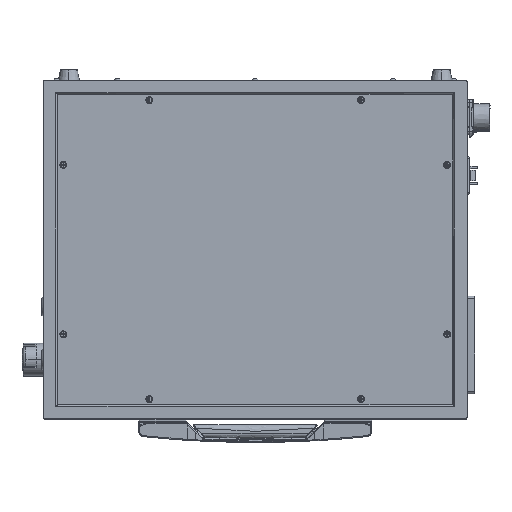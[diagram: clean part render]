
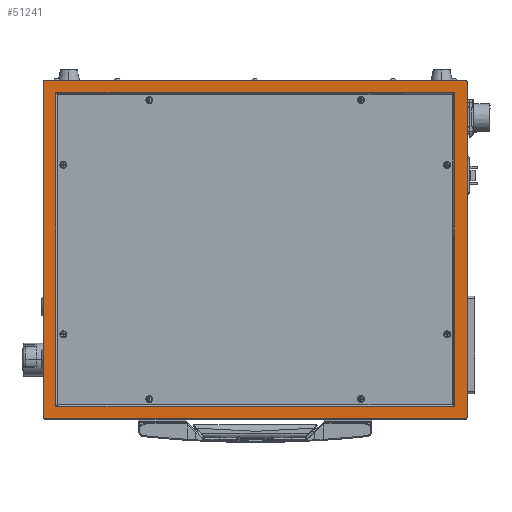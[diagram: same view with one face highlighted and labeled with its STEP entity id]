
A CAD part, top view. The second image highlights one B-rep face of the part: STEP entity #51241.
In plain terms, the highlighted planar face has unit normal (0, 0, 1).
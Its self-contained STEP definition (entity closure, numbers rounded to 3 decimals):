
#43 = CARTESIAN_POINT ( 'NONE',  ( -200., -9.5, 80. ) ) ;
#1792 = LINE ( 'NONE', #244842, #98455 ) ;
#3245 = CARTESIAN_POINT ( 'NONE',  ( -188.21, -307.71, 80. ) ) ;
#4282 = DIRECTION ( 'NONE',  ( 0., 1., 0. ) ) ;
#9913 = DIRECTION ( 'NONE',  ( 1., 0., 0. ) ) ;
#10392 = EDGE_CURVE ( 'NONE', #55339, #94818, #19597, .T. ) ;
#10782 = CARTESIAN_POINT ( 'NONE',  ( 188.21, -307.71, 80. ) ) ;
#12982 = VECTOR ( 'NONE', #57635, 1000. ) ;
#17253 = CARTESIAN_POINT ( 'NONE',  ( -198., -319.5, 80. ) ) ;
#19597 = CIRCLE ( 'NONE', #194022, 2. ) ;
#20238 = CIRCLE ( 'NONE', #26905, 2. ) ;
#24225 = LINE ( 'NONE', #204043, #230252 ) ;
#26905 = AXIS2_PLACEMENT_3D ( 'NONE', #56824, #136369, #158067 ) ;
#34908 = VECTOR ( 'NONE', #9913, 1000. ) ;
#35141 = VECTOR ( 'NONE', #167549, 1000. ) ;
#36087 = CARTESIAN_POINT ( 'NONE',  ( 198., -319.5, 80. ) ) ;
#39030 = VERTEX_POINT ( 'NONE', #241543 ) ;
#39826 = EDGE_CURVE ( 'NONE', #46629, #104823, #20238, .T. ) ;
#39863 = EDGE_CURVE ( 'NONE', #158807, #241615, #107736, .T. ) ;
#46629 = VERTEX_POINT ( 'NONE', #80662 ) ;
#47824 = VERTEX_POINT ( 'NONE', #69423 ) ;
#49389 = EDGE_LOOP ( 'NONE', ( #183033, #198265, #85464, #113357 ) ) ;
#51241 = ADVANCED_FACE ( 'NONE', ( #76198, #235323 ), #88003, .T. ) ;
#55339 = VERTEX_POINT ( 'NONE', #36087 ) ;
#55630 = VECTOR ( 'NONE', #139385, 1000. ) ;
#56021 = CARTESIAN_POINT ( 'NONE',  ( -198., -317.5, 80. ) ) ;
#56824 = CARTESIAN_POINT ( 'NONE',  ( -198., -1.5, 80. ) ) ;
#57635 = DIRECTION ( 'NONE',  ( -1., 0., 0. ) ) ;
#61194 = CARTESIAN_POINT ( 'NONE',  ( 188.21, -307.71, 80. ) ) ;
#63492 = VERTEX_POINT ( 'NONE', #119348 ) ;
#64540 = ORIENTED_EDGE ( 'NONE', *, *, #39863, .T. ) ;
#65545 = EDGE_CURVE ( 'NONE', #94818, #214260, #24225, .T. ) ;
#66936 = AXIS2_PLACEMENT_3D ( 'NONE', #56021, #174671, #195584 ) ;
#69423 = CARTESIAN_POINT ( 'NONE',  ( -188.21, -11.29, 80. ) ) ;
#76198 = FACE_BOUND ( 'NONE', #49389, .T. ) ;
#78683 = LINE ( 'NONE', #84665, #35141 ) ;
#79220 = LINE ( 'NONE', #258254, #123069 ) ;
#80662 = CARTESIAN_POINT ( 'NONE',  ( -198., 0.5, 80. ) ) ;
#84665 = CARTESIAN_POINT ( 'NONE',  ( 198., -319.5, 80. ) ) ;
#85464 = ORIENTED_EDGE ( 'NONE', *, *, #95937, .F. ) ;
#86867 = EDGE_CURVE ( 'NONE', #47824, #194469, #79220, .T. ) ;
#88003 = PLANE ( 'NONE',  #122007 ) ;
#93443 = EDGE_CURVE ( 'NONE', #39030, #46629, #174272, .T. ) ;
#94818 = VERTEX_POINT ( 'NONE', #139426 ) ;
#95937 = EDGE_CURVE ( 'NONE', #194469, #104922, #209643, .T. ) ;
#98455 = VECTOR ( 'NONE', #105412, 1000. ) ;
#98669 = EDGE_CURVE ( 'NONE', #104823, #158807, #101814, .T. ) ;
#100336 = DIRECTION ( 'NONE',  ( 0., -1., 0. ) ) ;
#101814 = LINE ( 'NONE', #43, #248487 ) ;
#104823 = VERTEX_POINT ( 'NONE', #148096 ) ;
#104852 = EDGE_LOOP ( 'NONE', ( #158919, #228441, #178756, #108023, #251236, #117608, #163671, #64540 ) ) ;
#104922 = VERTEX_POINT ( 'NONE', #61194 ) ;
#105412 = DIRECTION ( 'NONE',  ( 0., 1., 0. ) ) ;
#107736 = CIRCLE ( 'NONE', #66936, 2. ) ;
#108023 = ORIENTED_EDGE ( 'NONE', *, *, #155559, .T. ) ;
#113357 = ORIENTED_EDGE ( 'NONE', *, *, #86867, .F. ) ;
#113499 = CARTESIAN_POINT ( 'NONE',  ( 198., -1.5, 80. ) ) ;
#117608 = ORIENTED_EDGE ( 'NONE', *, *, #39826, .T. ) ;
#119348 = CARTESIAN_POINT ( 'NONE',  ( 188.21, -11.29, 80. ) ) ;
#122007 = AXIS2_PLACEMENT_3D ( 'NONE', #149166, #227608, #209249 ) ;
#123069 = VECTOR ( 'NONE', #100336, 1000. ) ;
#136369 = DIRECTION ( 'NONE',  ( 0., 0., 1. ) ) ;
#139385 = DIRECTION ( 'NONE',  ( -1., 0., 0. ) ) ;
#139426 = CARTESIAN_POINT ( 'NONE',  ( 200., -317.5, 80. ) ) ;
#148096 = CARTESIAN_POINT ( 'NONE',  ( -200., -1.5, 80. ) ) ;
#149166 = CARTESIAN_POINT ( 'NONE',  ( 198., -9.5, 80. ) ) ;
#155559 = EDGE_CURVE ( 'NONE', #214260, #39030, #177629, .T. ) ;
#158020 = CARTESIAN_POINT ( 'NONE',  ( -188.21, -11.29, 80. ) ) ;
#158067 = DIRECTION ( 'NONE',  ( 0., -1., 0. ) ) ;
#158807 = VERTEX_POINT ( 'NONE', #172509 ) ;
#158919 = ORIENTED_EDGE ( 'NONE', *, *, #247263, .T. ) ;
#163671 = ORIENTED_EDGE ( 'NONE', *, *, #98669, .T. ) ;
#167549 = DIRECTION ( 'NONE',  ( 1., 0., 0. ) ) ;
#172509 = CARTESIAN_POINT ( 'NONE',  ( -200., -317.5, 80. ) ) ;
#174272 = LINE ( 'NONE', #258823, #55630 ) ;
#174671 = DIRECTION ( 'NONE',  ( 0., 0., 1. ) ) ;
#177629 = CIRCLE ( 'NONE', #245917, 2. ) ;
#178756 = ORIENTED_EDGE ( 'NONE', *, *, #65545, .T. ) ;
#179285 = DIRECTION ( 'NONE',  ( 0., -1., 0. ) ) ;
#183033 = ORIENTED_EDGE ( 'NONE', *, *, #199338, .F. ) ;
#184763 = LINE ( 'NONE', #158020, #12982 ) ;
#194022 = AXIS2_PLACEMENT_3D ( 'NONE', #258730, #241178, #179285 ) ;
#194469 = VERTEX_POINT ( 'NONE', #3245 ) ;
#195584 = DIRECTION ( 'NONE',  ( 0., -1., 0. ) ) ;
#198265 = ORIENTED_EDGE ( 'NONE', *, *, #223687, .F. ) ;
#199338 = EDGE_CURVE ( 'NONE', #63492, #47824, #184763, .T. ) ;
#204043 = CARTESIAN_POINT ( 'NONE',  ( 200., -9.5, 80. ) ) ;
#204492 = CARTESIAN_POINT ( 'NONE',  ( 200., -1.5, 80. ) ) ;
#209249 = DIRECTION ( 'NONE',  ( 0., -1., 0. ) ) ;
#209643 = LINE ( 'NONE', #10782, #34908 ) ;
#212111 = DIRECTION ( 'NONE',  ( 0., 0., 1. ) ) ;
#214260 = VERTEX_POINT ( 'NONE', #204492 ) ;
#216450 = DIRECTION ( 'NONE',  ( 0., -1., 0. ) ) ;
#223687 = EDGE_CURVE ( 'NONE', #104922, #63492, #1792, .T. ) ;
#227608 = DIRECTION ( 'NONE',  ( 0., 0., 1. ) ) ;
#228441 = ORIENTED_EDGE ( 'NONE', *, *, #10392, .T. ) ;
#230252 = VECTOR ( 'NONE', #4282, 1000. ) ;
#235323 = FACE_OUTER_BOUND ( 'NONE', #104852, .T. ) ;
#235487 = DIRECTION ( 'NONE',  ( 0., -1., 0. ) ) ;
#241178 = DIRECTION ( 'NONE',  ( 0., 0., 1. ) ) ;
#241543 = CARTESIAN_POINT ( 'NONE',  ( 198., 0.5, 80. ) ) ;
#241615 = VERTEX_POINT ( 'NONE', #17253 ) ;
#244842 = CARTESIAN_POINT ( 'NONE',  ( 188.21, -11.29, 80. ) ) ;
#245917 = AXIS2_PLACEMENT_3D ( 'NONE', #113499, #212111, #235487 ) ;
#247263 = EDGE_CURVE ( 'NONE', #241615, #55339, #78683, .T. ) ;
#248487 = VECTOR ( 'NONE', #216450, 1000. ) ;
#251236 = ORIENTED_EDGE ( 'NONE', *, *, #93443, .T. ) ;
#258254 = CARTESIAN_POINT ( 'NONE',  ( -188.21, -307.71, 80. ) ) ;
#258730 = CARTESIAN_POINT ( 'NONE',  ( 198., -317.5, 80. ) ) ;
#258823 = CARTESIAN_POINT ( 'NONE',  ( 198., 0.5, 80. ) ) ;
